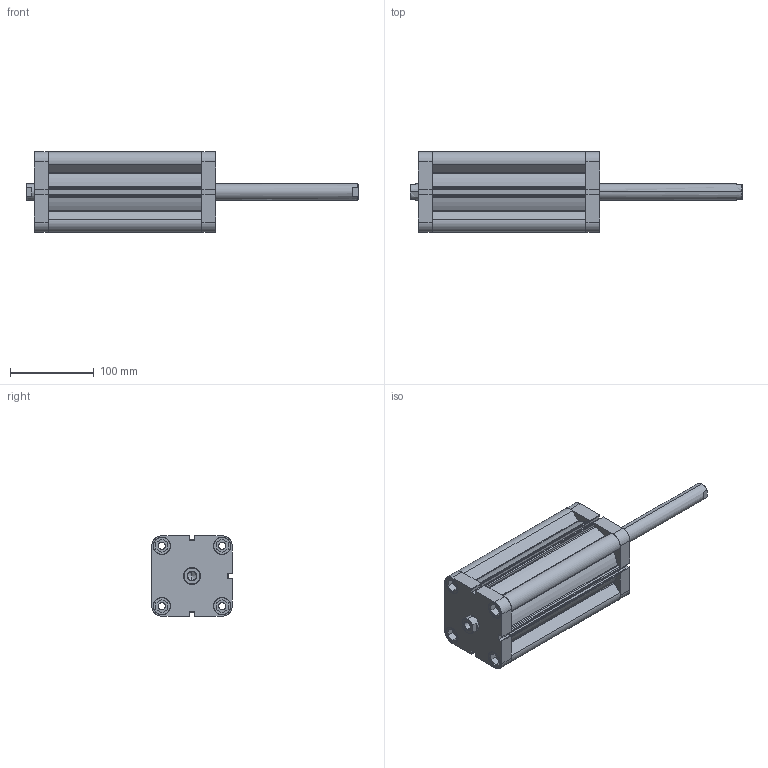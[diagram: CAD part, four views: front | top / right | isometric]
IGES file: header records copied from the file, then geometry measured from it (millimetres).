
Start section: SolidWorks IGES file using analytic representation for surfaces
Global section: file name: KCD-80-160-CYLINDER.IGS; native system: SolidWorks 2010; preprocessor: SolidWorks 2010; author: Yeni; date: 130724.153720; units: millimetre
Bounding box: 396.5 x 96 x 96 mm (x, y, z)
Surface area: 274528.9 mm2 (no closed solid volume)
Topology: 0 solids, 0 shells, 362 faces, 5022 edges, 5018 vertices
Faces by surface type: bspline 202, revolution 160
